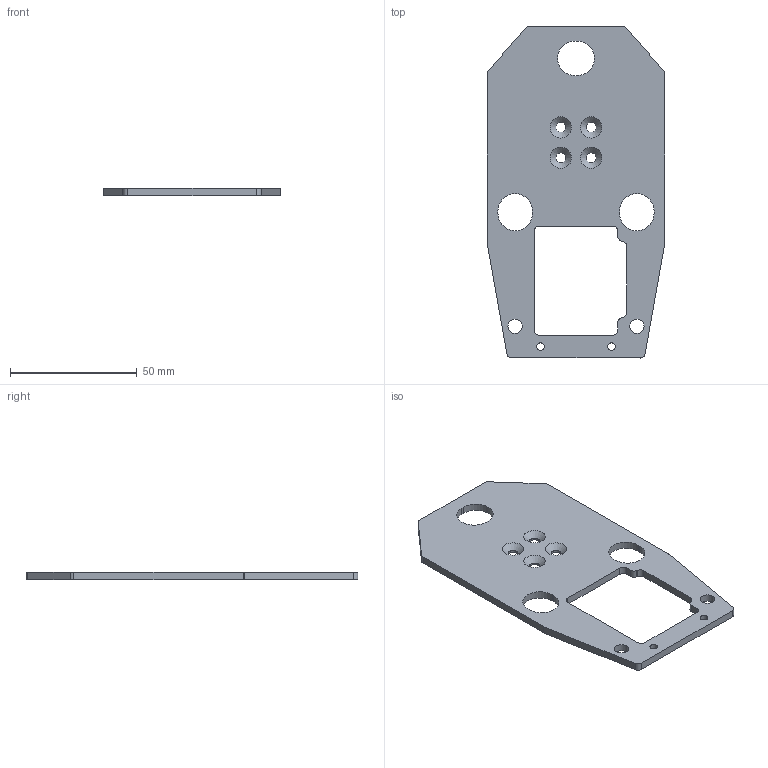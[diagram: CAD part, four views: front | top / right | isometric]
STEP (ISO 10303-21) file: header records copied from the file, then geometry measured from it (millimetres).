
FILE_DESCRIPTION(/* description */ (''),/* implementation_level */ '2;1');
FILE_NAME(/* name */ 'DASHBOARD_PLATE.step',/* time_stamp */ '2025-08-25T19:39:32+02:00',/* author */ (''),/* organization */ (''),/* preprocessor_version */ 'ST-DEVELOPER v20.1',/* originating_system */ 'Autodesk Translation Framework v14.10.0.0',/* authorisation */ '');
FILE_SCHEMA (('AUTOMOTIVE_DESIGN { 1 0 10303 214 3 1 1 }'));
Length unit declared in the file: millimetre
Products named in the file (1): DASHBOARD_PLATE
Bounding box: 70 x 131 x 3 mm (x, y, z)
Volume: 19057.5 mm3; surface area: 15054.3 mm2
Topology: 1 solids, 1 shells, 58 faces, 164 edges, 108 vertices
Faces by surface type: cylinder 30, plane 24, cone 4
Full cylindrical faces by diameter (mm): 3 x2, 4 x4, 5.7 x2
Entity records: 1981 total; most frequent: DIRECTION 346, CARTESIAN_POINT 331, ORIENTED_EDGE 328, EDGE_CURVE 164, AXIS2_PLACEMENT_3D 123, VERTEX_POINT 108, LINE 100, VECTOR 100
